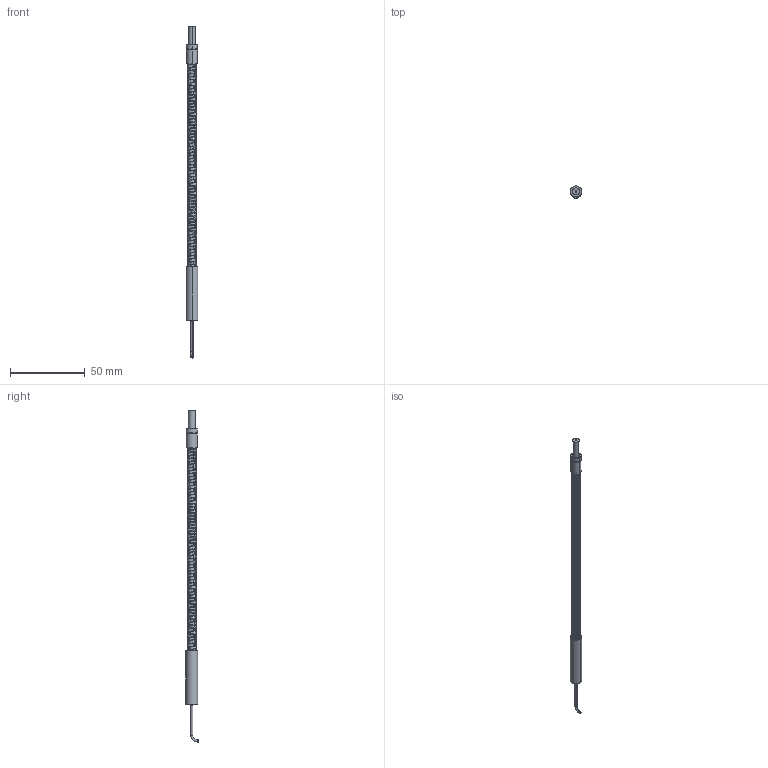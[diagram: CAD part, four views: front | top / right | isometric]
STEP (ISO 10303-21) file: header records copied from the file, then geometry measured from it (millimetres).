
FILE_DESCRIPTION((''),'2;1');
FILE_NAME('193313_ASM','2016-02-10T',('pdmadmin'),(''),'PRO/ENGINEER BY PARAMETRIC TECHNOLOGY CORPORATION, 2013230','PRO/ENGINEER BY PARAMETRIC TECHNOLOGY CORPORATION, 2013230','');
FILE_SCHEMA(('CONFIG_CONTROL_DESIGN'));
Length unit declared in the file: inch
Products named in the file (6): SS_TUBING_25; 1-4_FERRULE_310_DIA; PROBE_17220_06_X_1X_046; TERMINUS_-29; 17304_ASM; 193313_ASM
Assembly tree (6 placements, depth 3):
  193313_ASM
    17304_ASM
      SS_TUBING_25  x2
      1-4_FERRULE_310_DIA
      PROBE_17220_06_X_1X_046
      TERMINUS_-29
Bounding box: 7.87 x 8.05 x 222.25 mm (x, y, z)
Volume: 2475.6 mm3; surface area: 12736.1 mm2
Topology: 5 solids, 6 shells, 269 faces, 556 edges, 300 vertices
Faces by surface type: bspline 218, cylinder 28, plane 13, cone 6, torus 4
Entity records: 29637 total; most frequent: CARTESIAN_POINT 26657, ORIENTED_EDGE 652, DIRECTION 410, EDGE_CURVE 328, VERTEX_POINT 180, EDGE_LOOP 168, FACE_OUTER_BOUND 159, ADVANCED_FACE 159
